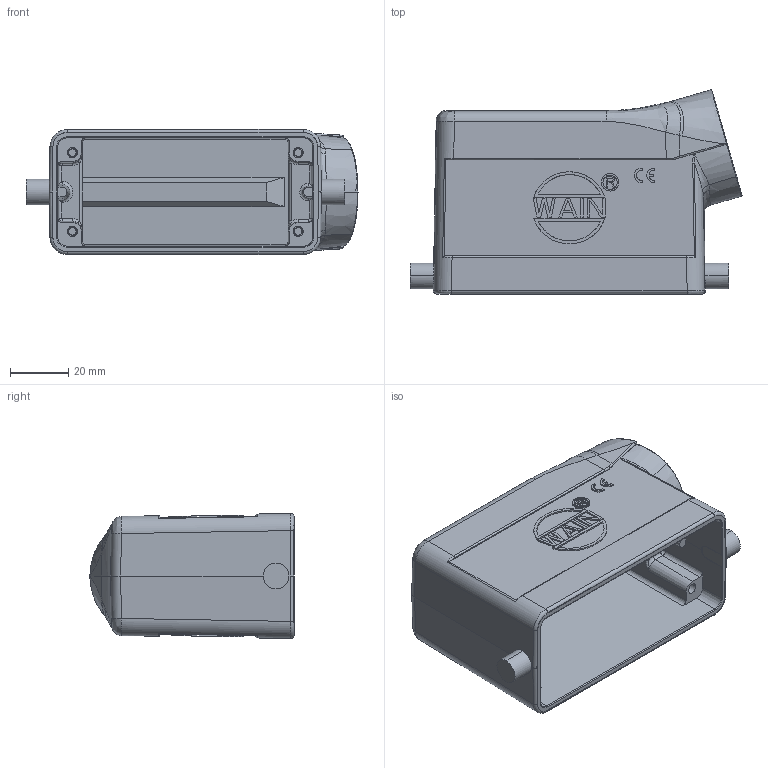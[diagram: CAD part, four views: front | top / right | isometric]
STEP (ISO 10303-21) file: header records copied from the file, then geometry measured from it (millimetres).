
FILE_DESCRIPTION(/* description */ (''),/* implementation_level */ '2;1');
FILE_NAME(/* name */ '3D_1240165151003_HV16B-SE-2B-M25_V1.1.stp',/* time_stamp */ '2024-01-08T16:11:01+08:00',/* author */ (''),/* organization */ (''),/* preprocessor_version */ 'ST-DEVELOPER v18.1',/* originating_system */ 'SIEMENS PLM Software NX 1980',/* authorisation */ '');
FILE_SCHEMA (('AUTOMOTIVE_DESIGN { 1 0 10303 214 3 1 1 1 }'));
Length unit declared in the file: millimetre
Products named in the file (1): 145930E476E9x4z7
Bounding box: 114.01 x 70.13 x 42.96 mm (x, y, z)
Volume: 70278.9 mm3; surface area: 40798.1 mm2
Topology: 3 solids, 3 shells, 438 faces, 1091 edges, 693 vertices
Faces by surface type: plane 251, cylinder 87, bspline 31, cone 30, torus 29, extrusion 8, sphere 2
Entity records: 16037 total; most frequent: CARTESIAN_POINT 6078, ORIENTED_EDGE 2178, DIRECTION 1816, EDGE_CURVE 1089, VERTEX_POINT 693, VECTOR 660, LINE 652, AXIS2_PLACEMENT_3D 578
